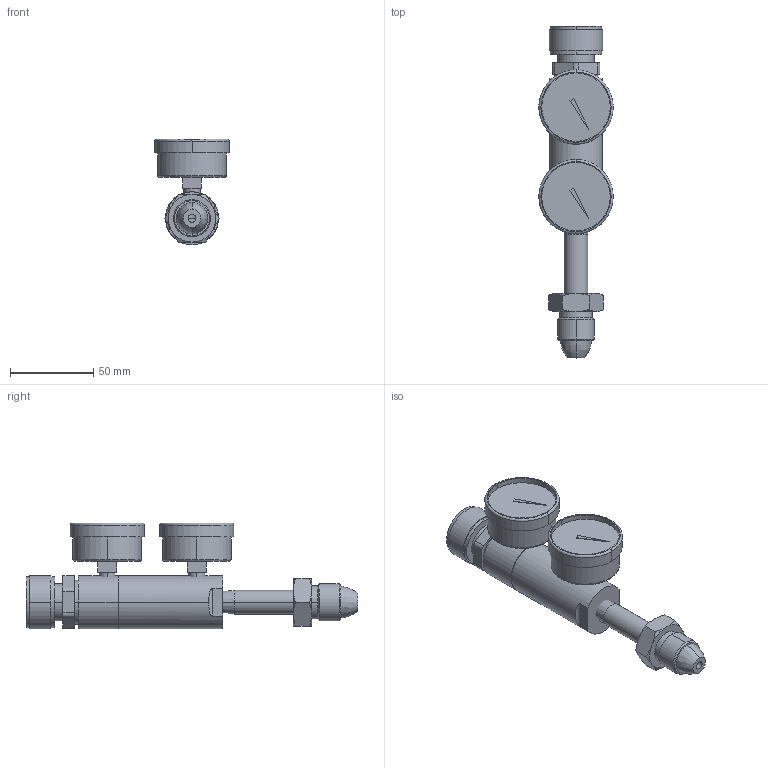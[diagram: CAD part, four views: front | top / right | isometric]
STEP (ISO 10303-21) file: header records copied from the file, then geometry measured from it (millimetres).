
FILE_DESCRIPTION((''),'2;1');
FILE_NAME('M2211-580-F_ASM','2019-05-15T10:55:51',('Dlachman'),('MATHESON TRI-GAS'),'CREO PARAMETRIC BY PTC INC, 2018260','CREO PARAMETRIC BY PTC INC, 2018260','');
FILE_SCHEMA(('CONFIG_CONTROL_DESIGN'));
Length unit declared in the file: inch
Products named in the file (5): MREG-4761-BA; MREG-4761-GAUGE; MREG-4761-BA_ASM; MCNN-0290-BA; M2211-580-F_ASM
Assembly tree (5 placements, depth 3):
  M2211-580-F_ASM
    MREG-4761-BA_ASM
      MREG-4761-BA
      MREG-4761-GAUGE  x2
    MCNN-0290-BA
Bounding box: 44.7 x 199.42 x 63.66 mm (x, y, z)
Volume: 168118.2 mm3; surface area: 40319.5 mm2
Topology: 6 solids, 6 shells, 159 faces, 353 edges, 227 vertices
Faces by surface type: plane 67, cylinder 54, cone 28, torus 8, bspline 2
Entity records: 4194 total; most frequent: CARTESIAN_POINT 1009, DIRECTION 689, ORIENTED_EDGE 600, EDGE_CURVE 300, AXIS2_PLACEMENT_3D 285, VERTEX_POINT 193, EDGE_LOOP 155, CIRCLE 142
